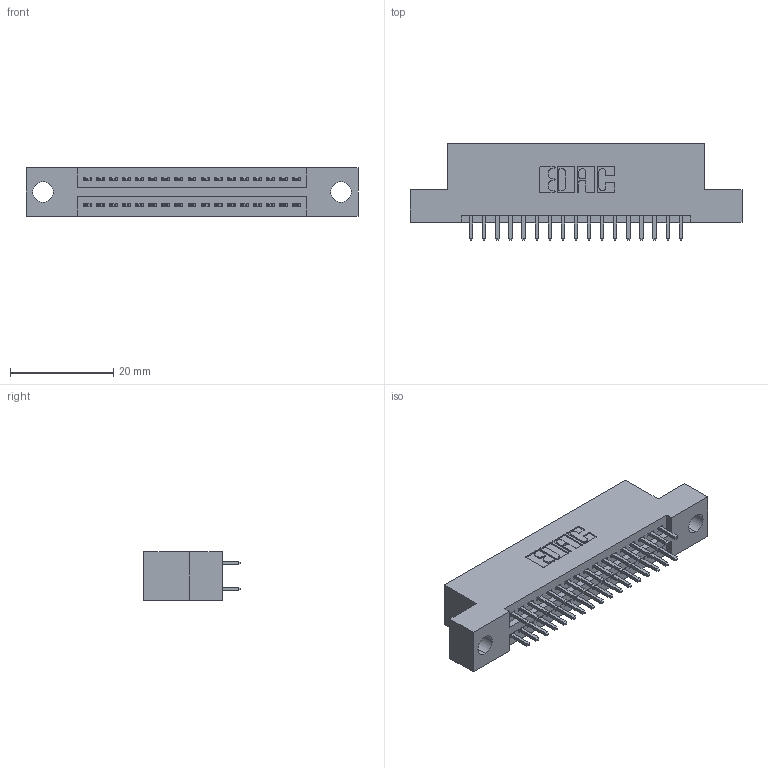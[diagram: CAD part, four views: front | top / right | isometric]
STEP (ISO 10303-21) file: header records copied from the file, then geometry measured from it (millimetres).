
FILE_DESCRIPTION (( 'STEP AP203' ), '1' );
FILE_NAME ('345-034-521-204.STEP', '2021-05-19T23:58:34', ( '' ), ( '' ), 'SwSTEP 2.0', 'SolidWorks 2020', '' );
FILE_SCHEMA (( 'CONFIG_CONTROL_DESIGN' ));
Length unit declared in the file: inch
Products named in the file (3): 345-034-521-204; 345 Part_Flush Mounting Lugs - 0.156 Dia-TI; 345-292-001_345-293-121
Assembly tree (35 placements, depth 2):
  345-034-521-204
    345 Part_Flush Mounting Lugs - 0.156 Dia-TI
    345-292-001_345-293-121  x34
Bounding box: 64.39 x 18.72 x 9.4 mm (x, y, z)
Volume: 5902.9 mm3; surface area: 8002.6 mm2
Topology: 35 solids, 35 shells, 1840 faces, 5443 edges, 3582 vertices
Faces by surface type: plane 1216, cylinder 624
Entity records: 17141 total; most frequent: CARTESIAN_POINT 2902, ORIENTED_EDGE 2834, DIRECTION 2589, EDGE_CURVE 1417, LINE 1217, VECTOR 1217, VERTEX_POINT 942, AXIS2_PLACEMENT_3D 686
